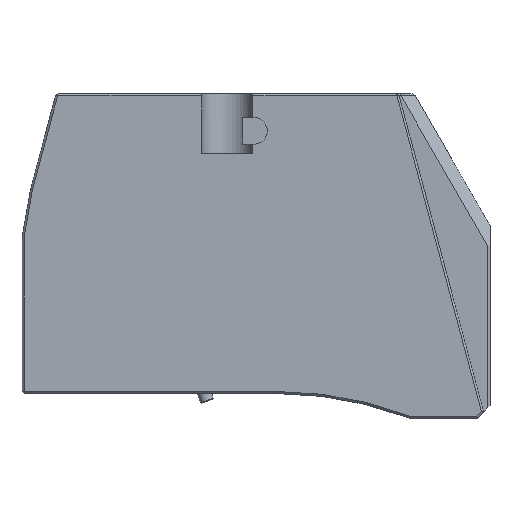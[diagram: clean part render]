
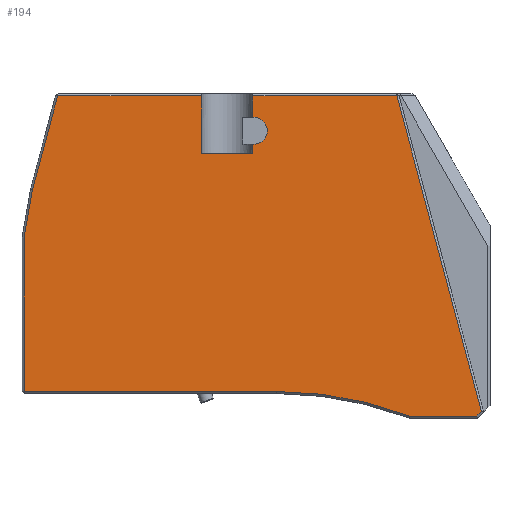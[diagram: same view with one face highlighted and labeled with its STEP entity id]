
A CAD part, left-side view. The second image highlights one B-rep face of the part: STEP entity #194.
In plain terms, the highlighted planar face has unit normal (-1, 0, 0).
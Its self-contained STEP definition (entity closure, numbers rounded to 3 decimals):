
#94=CIRCLE('',#1803,90.5);
#104=CIRCLE('',#1855,3.25);
#194=ADVANCED_FACE('',(#367),#283,.F.);
#283=PLANE('',#1856);
#367=FACE_OUTER_BOUND('',#462,.T.);
#462=EDGE_LOOP('',(#874,#875,#876,#877,#878,#879,#880,#881,#882,#883,#884,
#885,#886,#887,#888,#889,#890));
#874=ORIENTED_EDGE('',*,*,#1307,.F.);
#875=ORIENTED_EDGE('',*,*,#1308,.F.);
#876=ORIENTED_EDGE('',*,*,#1309,.F.);
#877=ORIENTED_EDGE('',*,*,#1310,.F.);
#878=ORIENTED_EDGE('',*,*,#1311,.F.);
#879=ORIENTED_EDGE('',*,*,#1238,.T.);
#880=ORIENTED_EDGE('',*,*,#1312,.F.);
#881=ORIENTED_EDGE('',*,*,#1241,.T.);
#882=ORIENTED_EDGE('',*,*,#1181,.T.);
#883=ORIENTED_EDGE('',*,*,#1203,.T.);
#884=ORIENTED_EDGE('',*,*,#1301,.T.);
#885=ORIENTED_EDGE('',*,*,#1276,.T.);
#886=ORIENTED_EDGE('',*,*,#1225,.T.);
#887=ORIENTED_EDGE('',*,*,#1178,.T.);
#888=ORIENTED_EDGE('',*,*,#1175,.T.);
#889=ORIENTED_EDGE('',*,*,#1173,.T.);
#890=ORIENTED_EDGE('',*,*,#1306,.T.);
#999=VERTEX_POINT('',#2497);
#1003=VERTEX_POINT('',#2505);
#1004=VERTEX_POINT('',#2510);
#1005=VERTEX_POINT('',#2514);
#1006=VERTEX_POINT('',#2521);
#1009=VERTEX_POINT('',#2529);
#1023=VERTEX_POINT('',#2573);
#1034=VERTEX_POINT('',#2615);
#1039=VERTEX_POINT('',#2631);
#1045=VERTEX_POINT('',#2645);
#1046=VERTEX_POINT('',#2646);
#1048=VERTEX_POINT('',#2651);
#1083=VERTEX_POINT('',#2778);
#1084=VERTEX_POINT('',#2782);
#1085=VERTEX_POINT('',#2784);
#1086=VERTEX_POINT('',#2786);
#1087=VERTEX_POINT('',#2788);
#1173=EDGE_CURVE('',#1004,#1003,#1400,.T.);
#1175=EDGE_CURVE('',#1005,#1004,#1402,.T.);
#1178=EDGE_CURVE('',#1006,#1005,#1404,.T.);
#1181=EDGE_CURVE('',#999,#1009,#1407,.T.);
#1203=EDGE_CURVE('',#1009,#1023,#1424,.T.);
#1225=EDGE_CURVE('',#1034,#1006,#94,.T.);
#1238=EDGE_CURVE('',#1046,#1045,#1451,.T.);
#1241=EDGE_CURVE('',#1048,#999,#1453,.T.);
#1276=EDGE_CURVE('',#1039,#1034,#1481,.T.);
#1301=EDGE_CURVE('',#1023,#1039,#1500,.T.);
#1306=EDGE_CURVE('',#1003,#1083,#1504,.T.);
#1307=EDGE_CURVE('',#1084,#1083,#1505,.T.);
#1308=EDGE_CURVE('',#1085,#1084,#1506,.T.);
#1309=EDGE_CURVE('',#1086,#1085,#104,.T.);
#1310=EDGE_CURVE('',#1087,#1086,#1507,.T.);
#1311=EDGE_CURVE('',#1046,#1087,#1508,.T.);
#1312=EDGE_CURVE('',#1048,#1045,#1509,.T.);
#1400=LINE('',#2511,#1589);
#1402=LINE('',#2515,#1591);
#1404=LINE('',#2524,#1593);
#1407=LINE('',#2530,#1596);
#1424=LINE('',#2574,#1613);
#1451=LINE('',#2647,#1640);
#1453=LINE('',#2653,#1642);
#1481=LINE('',#2721,#1670);
#1500=LINE('',#2767,#1689);
#1504=LINE('',#2779,#1693);
#1505=LINE('',#2781,#1694);
#1506=LINE('',#2783,#1695);
#1507=LINE('',#2787,#1696);
#1508=LINE('',#2789,#1697);
#1509=LINE('',#2790,#1698);
#1589=VECTOR('',#2011,1.);
#1591=VECTOR('',#2015,1.);
#1593=VECTOR('',#2019,1.);
#1596=VECTOR('',#2024,1.);
#1613=VECTOR('',#2067,1.);
#1640=VECTOR('',#2140,1.);
#1642=VECTOR('',#2146,1.);
#1670=VECTOR('',#2212,1.);
#1689=VECTOR('',#2263,1.);
#1693=VECTOR('',#2277,1.);
#1694=VECTOR('',#2280,1.);
#1695=VECTOR('',#2281,1.);
#1696=VECTOR('',#2284,1.);
#1697=VECTOR('',#2285,1.);
#1698=VECTOR('',#2286,1.);
#1803=AXIS2_PLACEMENT_3D('',#2618,#2113,#2114);
#1855=AXIS2_PLACEMENT_3D('',#2785,#2282,#2283);
#1856=AXIS2_PLACEMENT_3D('',#2791,#2287,#2288);
#2011=DIRECTION('',(0.,0.259,0.966));
#2015=DIRECTION('',(0.,-0.707,0.707));
#2019=DIRECTION('',(0.,-1.,0.));
#2024=DIRECTION('',(0.,0.259,-0.966));
#2067=DIRECTION('',(0.,0.174,-0.985));
#2113=DIRECTION('',(1.,0.,0.));
#2114=DIRECTION('',(0.,-1.,0.));
#2140=DIRECTION('',(0.,1.,0.));
#2146=DIRECTION('',(0.,1.,0.));
#2212=DIRECTION('',(0.,-1.,0.));
#2263=DIRECTION('',(0.,0.,-1.));
#2277=DIRECTION('',(0.,1.,0.));
#2280=DIRECTION('',(0.,0.,1.));
#2281=DIRECTION('',(0.,1.,0.));
#2282=DIRECTION('',(-1.,0.,0.));
#2283=DIRECTION('',(0.,1.,0.));
#2284=DIRECTION('',(0.,-1.,0.));
#2285=DIRECTION('',(0.,0.,1.));
#2286=DIRECTION('',(0.,0.,-1.));
#2287=DIRECTION('',(1.,0.,0.));
#2288=DIRECTION('',(0.,1.,0.));
#2497=CARTESIAN_POINT('',(0.,41.316,-0.5));
#2505=CARTESIAN_POINT('',(0.,-41.316,-0.5));
#2510=CARTESIAN_POINT('',(0.,-61.916,-77.377));
#2511=CARTESIAN_POINT('',(0.,-62.461,-79.412));
#2514=CARTESIAN_POINT('',(0.,-60.793,-78.5));
#2515=CARTESIAN_POINT('',(0.,-62.12,-77.173));
#2521=CARTESIAN_POINT('',(0.,-44.404,-78.5));
#2524=CARTESIAN_POINT('',(0.,-64.,-78.5));
#2529=CARTESIAN_POINT('',(0.,47.436,-23.34));
#2530=CARTESIAN_POINT('',(0.,47.442,-23.361));
#2573=CARTESIAN_POINT('',(0.,49.5,-35.044));
#2574=CARTESIAN_POINT('',(0.,49.508,-35.087));
#2615=CARTESIAN_POINT('',(0.,-12.,-72.5));
#2618=CARTESIAN_POINT('',(0.,-12.,-163.));
#2631=CARTESIAN_POINT('',(0.,49.5,-72.5));
#2645=CARTESIAN_POINT('',(0.,6.25,-14.5));
#2646=CARTESIAN_POINT('',(0.,-6.25,-14.5));
#2647=CARTESIAN_POINT('',(0.,-64.,-14.5));
#2651=CARTESIAN_POINT('',(0.,6.25,-0.5));
#2653=CARTESIAN_POINT('',(0.,41.7,-0.5));
#2721=CARTESIAN_POINT('',(0.,-64.,-72.5));
#2767=CARTESIAN_POINT('',(0.,49.5,-79.));
#2778=CARTESIAN_POINT('',(0.,-6.25,-0.5));
#2779=CARTESIAN_POINT('',(0.,-6.25,-0.5));
#2781=CARTESIAN_POINT('',(0.,-6.25,-14.5));
#2782=CARTESIAN_POINT('',(0.,-6.25,-5.75));
#2783=CARTESIAN_POINT('',(0.,-6.5,-5.75));
#2784=CARTESIAN_POINT('',(0.,-6.5,-5.75));
#2785=CARTESIAN_POINT('',(0.,-6.5,-9.));
#2786=CARTESIAN_POINT('',(0.,-6.5,-12.25));
#2787=CARTESIAN_POINT('',(0.,-6.5,-12.25));
#2788=CARTESIAN_POINT('',(0.,-6.25,-12.25));
#2789=CARTESIAN_POINT('',(0.,-6.25,-14.5));
#2790=CARTESIAN_POINT('',(0.,6.25,-14.5));
#2791=CARTESIAN_POINT('',(0.,-64.,-79.));
